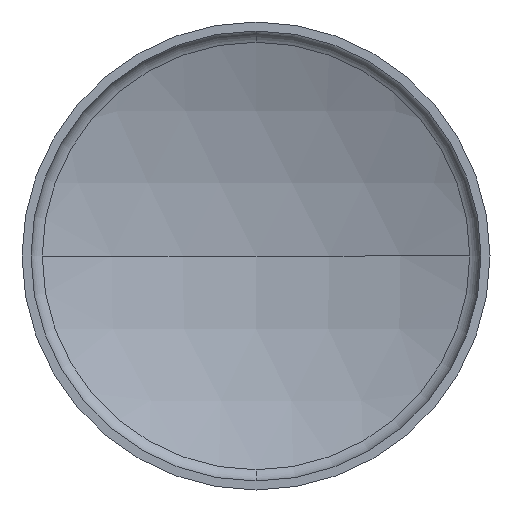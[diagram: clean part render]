
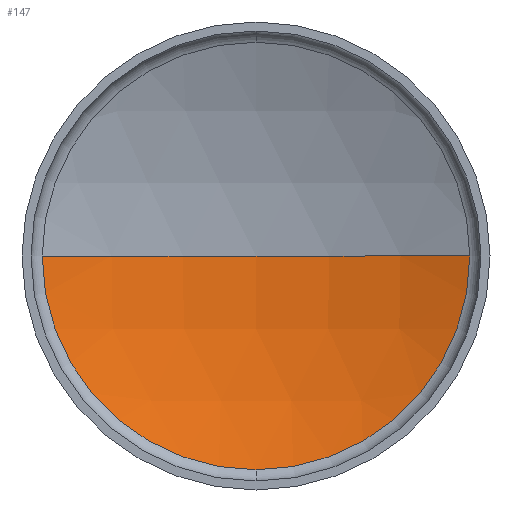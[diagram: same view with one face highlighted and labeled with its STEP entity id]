
A CAD part, front view. The second image highlights one B-rep face of the part: STEP entity #147.
In plain terms, the highlighted spherical face has radius 126.056 mm.
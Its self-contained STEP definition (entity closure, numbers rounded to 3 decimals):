
#16 = CIRCLE ( 'NONE', #340, 126.056 ) ;
#28 = SPHERICAL_SURFACE ( 'NONE', #160, 126.056 ) ;
#36 = CARTESIAN_POINT ( 'NONE',  ( 0., 16.705, -47.508 ) ) ;
#41 = CARTESIAN_POINT ( 'NONE',  ( 0., -100.056, 0. ) ) ;
#54 = DIRECTION ( 'NONE',  ( 0., 0., 1. ) ) ;
#55 = CIRCLE ( 'NONE', #317, 126.056 ) ;
#76 = ORIENTED_EDGE ( 'NONE', *, *, #116, .F. ) ;
#85 = DIRECTION ( 'NONE',  ( 0., 0., 1. ) ) ;
#95 = DIRECTION ( 'NONE',  ( 0., 0., 1. ) ) ;
#105 = DIRECTION ( 'NONE',  ( 0., 0., -1. ) ) ;
#116 = EDGE_CURVE ( 'NONE', #364, #285, #342, .T. ) ;
#119 = CARTESIAN_POINT ( 'NONE',  ( 0., 26., 0. ) ) ;
#122 = VERTEX_POINT ( 'NONE', #119 ) ;
#126 = CARTESIAN_POINT ( 'NONE',  ( 0., -100.056, 0. ) ) ;
#145 = DIRECTION ( 'NONE',  ( -1., 0., 0. ) ) ;
#147 = ADVANCED_FACE ( 'NONE', ( #275 ), #28, .F. ) ;
#148 = CARTESIAN_POINT ( 'NONE',  ( 0., 16.705, 0. ) ) ;
#160 = AXIS2_PLACEMENT_3D ( 'NONE', #273, #95, #301 ) ;
#202 = AXIS2_PLACEMENT_3D ( 'NONE', #228, #373, #54 ) ;
#212 = ORIENTED_EDGE ( 'NONE', *, *, #445, .T. ) ;
#228 = CARTESIAN_POINT ( 'NONE',  ( 0., 16.705, 0. ) ) ;
#273 = CARTESIAN_POINT ( 'NONE',  ( 0., -100.056, 0. ) ) ;
#275 = FACE_OUTER_BOUND ( 'NONE', #392, .T. ) ;
#285 = VERTEX_POINT ( 'NONE', #314 ) ;
#286 = CARTESIAN_POINT ( 'NONE',  ( 47.508, 16.705, 0. ) ) ;
#301 = DIRECTION ( 'NONE',  ( -1., 0., 0. ) ) ;
#308 = EDGE_CURVE ( 'NONE', #361, #364, #396, .T. ) ;
#310 = AXIS2_PLACEMENT_3D ( 'NONE', #148, #393, #85 ) ;
#314 = CARTESIAN_POINT ( 'NONE',  ( -47.508, 16.705, 0. ) ) ;
#317 = AXIS2_PLACEMENT_3D ( 'NONE', #41, #105, #145 ) ;
#340 = AXIS2_PLACEMENT_3D ( 'NONE', #126, #374, #372 ) ;
#342 = CIRCLE ( 'NONE', #202, 47.508 ) ;
#355 = ORIENTED_EDGE ( 'NONE', *, *, #409, .F. ) ;
#361 = VERTEX_POINT ( 'NONE', #286 ) ;
#364 = VERTEX_POINT ( 'NONE', #36 ) ;
#372 = DIRECTION ( 'NONE',  ( 1., 0., 0. ) ) ;
#373 = DIRECTION ( 'NONE',  ( 0., 1., 0. ) ) ;
#374 = DIRECTION ( 'NONE',  ( 0., 0., 1. ) ) ;
#392 = EDGE_LOOP ( 'NONE', ( #439, #212, #355, #76 ) ) ;
#393 = DIRECTION ( 'NONE',  ( 0., 1., 0. ) ) ;
#396 = CIRCLE ( 'NONE', #310, 47.508 ) ;
#409 = EDGE_CURVE ( 'NONE', #285, #122, #55, .T. ) ;
#439 = ORIENTED_EDGE ( 'NONE', *, *, #308, .F. ) ;
#445 = EDGE_CURVE ( 'NONE', #361, #122, #16, .T. ) ;
